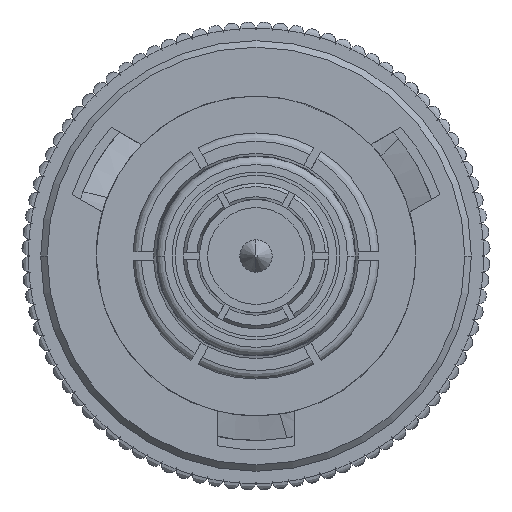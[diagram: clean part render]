
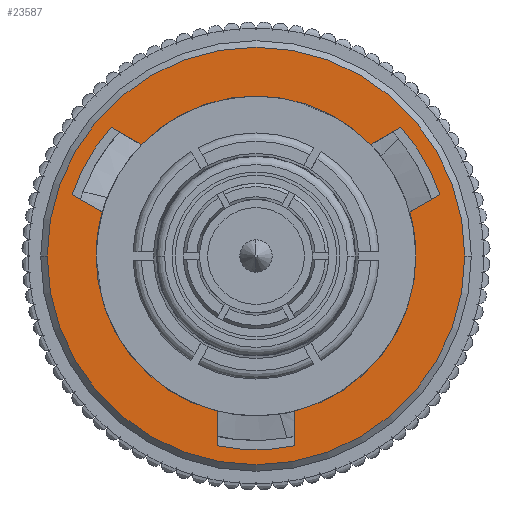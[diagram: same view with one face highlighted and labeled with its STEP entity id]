
A CAD part, left-side view. The second image highlights one B-rep face of the part: STEP entity #23587.
In plain terms, the highlighted face is planar.
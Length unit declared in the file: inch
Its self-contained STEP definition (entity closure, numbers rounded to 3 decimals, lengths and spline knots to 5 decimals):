
#30 = VECTOR ( 'NONE', #16019, 39.37008 ) ;
#59 = DIRECTION ( 'NONE',  ( 0., 0., 1. ) ) ;
#170 = EDGE_CURVE ( 'NONE', #22677, #1045, #1632, .T. ) ;
#819 = AXIS2_PLACEMENT_3D ( 'NONE', #5790, #31326, #19551 ) ;
#867 = AXIS2_PLACEMENT_3D ( 'NONE', #17580, #33067, #25738 ) ;
#1045 = VERTEX_POINT ( 'NONE', #6781 ) ;
#1345 = ORIENTED_EDGE ( 'NONE', *, *, #25654, .T. ) ;
#1455 = CARTESIAN_POINT ( 'NONE',  ( 0., -0.15683, -0.17664 ) ) ;
#1632 = LINE ( 'NONE', #1455, #15505 ) ;
#2032 = PLANE ( 'NONE',  #25832 ) ;
#2312 = LINE ( 'NONE', #10634, #31044 ) ;
#2433 = ORIENTED_EDGE ( 'NONE', *, *, #13705, .T. ) ;
#2581 = AXIS2_PLACEMENT_3D ( 'NONE', #33784, #27800, #59 ) ;
#3317 = ORIENTED_EDGE ( 'NONE', *, *, #30307, .F. ) ;
#3524 = ORIENTED_EDGE ( 'NONE', *, *, #15492, .F. ) ;
#3642 = DIRECTION ( 'NONE',  ( 0., 0., 1. ) ) ;
#3826 = CARTESIAN_POINT ( 'NONE',  ( 0., 0., 0. ) ) ;
#4212 = AXIS2_PLACEMENT_3D ( 'NONE', #5996, #16855, #3642 ) ;
#4296 = DIRECTION ( 'NONE',  ( 0., 0., 1. ) ) ;
#4438 = LINE ( 'NONE', #10218, #12298 ) ;
#4811 = CARTESIAN_POINT ( 'NONE',  ( 0., 0.18913, 0.0475 ) ) ;
#4950 = CARTESIAN_POINT ( 'NONE',  ( 0., 0.195, 0. ) ) ;
#5437 = DIRECTION ( 'NONE',  ( -1., 0., 0. ) ) ;
#5790 = CARTESIAN_POINT ( 'NONE',  ( 0., 0., 0. ) ) ;
#5996 = CARTESIAN_POINT ( 'NONE',  ( 0., 0., 0. ) ) ;
#6024 = CARTESIAN_POINT ( 'NONE',  ( 0., 0., 0. ) ) ;
#6068 = ORIENTED_EDGE ( 'NONE', *, *, #16063, .F. ) ;
#6151 = DIRECTION ( 'NONE',  ( -1., 0., 0. ) ) ;
#6322 = DIRECTION ( 'NONE',  ( 0., 0., 1. ) ) ;
#6374 = EDGE_CURVE ( 'NONE', #30738, #22336, #4438, .T. ) ;
#6643 = CIRCLE ( 'NONE', #2581, 0.23622 ) ;
#6675 = CARTESIAN_POINT ( 'NONE',  ( 0., -0.15683, 0.17664 ) ) ;
#6706 = CARTESIAN_POINT ( 'NONE',  ( 0., 0.2314, -0.0475 ) ) ;
#6781 = CARTESIAN_POINT ( 'NONE',  ( 0., -0.15683, -0.17664 ) ) ;
#7187 = ORIENTED_EDGE ( 'NONE', *, *, #14532, .T. ) ;
#8244 = CIRCLE ( 'NONE', #4212, 0.23622 ) ;
#8315 = EDGE_LOOP ( 'NONE', ( #22170, #29480 ) ) ;
#8553 = CIRCLE ( 'NONE', #28810, 0.195 ) ;
#8688 = EDGE_LOOP ( 'NONE', ( #7187, #2433, #24170, #11568, #13629, #1345, #9581, #12875, #6068, #23810, #24642, #18513, #3317, #3524 ) ) ;
#8732 = DIRECTION ( 'NONE',  ( 1., 0., 0. ) ) ;
#9343 = CARTESIAN_POINT ( 'NONE',  ( 0., -0.05343, -0.18754 ) ) ;
#9581 = ORIENTED_EDGE ( 'NONE', *, *, #21624, .F. ) ;
#9966 = EDGE_CURVE ( 'NONE', #1045, #34343, #6643, .T. ) ;
#10218 = CARTESIAN_POINT ( 'NONE',  ( 0., 0.2314, 0.0475 ) ) ;
#10634 = CARTESIAN_POINT ( 'NONE',  ( 0., -0.07456, -0.22414 ) ) ;
#10853 = CARTESIAN_POINT ( 'NONE',  ( 0., -0.15683, 0.17664 ) ) ;
#11102 = CIRCLE ( 'NONE', #31357, 0.2545 ) ;
#11204 = CARTESIAN_POINT ( 'NONE',  ( 0., 0.18913, -0.0475 ) ) ;
#11568 = ORIENTED_EDGE ( 'NONE', *, *, #9966, .F. ) ;
#12064 = CARTESIAN_POINT ( 'NONE',  ( 0., -0.07456, -0.22414 ) ) ;
#12078 = DIRECTION ( 'NONE',  ( -1., 0., 0. ) ) ;
#12096 = LINE ( 'NONE', #6675, #18238 ) ;
#12298 = VECTOR ( 'NONE', #18022, 39.37008 ) ;
#12398 = CIRCLE ( 'NONE', #819, 0.2545 ) ;
#12470 = CARTESIAN_POINT ( 'NONE',  ( 0., 0., 0. ) ) ;
#12520 = DIRECTION ( 'NONE',  ( 0., -0.5, -0.866 ) ) ;
#12875 = ORIENTED_EDGE ( 'NONE', *, *, #29006, .F. ) ;
#13136 = LINE ( 'NONE', #30175, #30 ) ;
#13353 = DIRECTION ( 'NONE',  ( 0., 0.5, 0.866 ) ) ;
#13629 = ORIENTED_EDGE ( 'NONE', *, *, #170, .F. ) ;
#13705 = EDGE_CURVE ( 'NONE', #18165, #31534, #31202, .T. ) ;
#14532 = EDGE_CURVE ( 'NONE', #27333, #18165, #35889, .T. ) ;
#15243 = FACE_BOUND ( 'NONE', #8688, .T. ) ;
#15492 = EDGE_CURVE ( 'NONE', #27333, #15596, #17759, .T. ) ;
#15505 = VECTOR ( 'NONE', #12520, 39.37008 ) ;
#15596 = VERTEX_POINT ( 'NONE', #6706 ) ;
#15706 = CARTESIAN_POINT ( 'NONE',  ( 0., 0., 0.2545 ) ) ;
#15968 = DIRECTION ( 'NONE',  ( 0., 0., 1. ) ) ;
#16019 = DIRECTION ( 'NONE',  ( 0., -0.5, 0.866 ) ) ;
#16063 = EDGE_CURVE ( 'NONE', #27947, #30801, #13136, .T. ) ;
#16855 = DIRECTION ( 'NONE',  ( 1., 0., 0. ) ) ;
#16880 = EDGE_CURVE ( 'NONE', #28635, #32207, #11102, .T. ) ;
#17204 = DIRECTION ( 'NONE',  ( -1., 0., 0. ) ) ;
#17350 = CARTESIAN_POINT ( 'NONE',  ( 0., 0.2314, 0.0475 ) ) ;
#17580 = CARTESIAN_POINT ( 'NONE',  ( 0., 0., 0. ) ) ;
#17759 = LINE ( 'NONE', #26628, #23158 ) ;
#18022 = DIRECTION ( 'NONE',  ( 0., -1., 0. ) ) ;
#18165 = VERTEX_POINT ( 'NONE', #29495 ) ;
#18238 = VECTOR ( 'NONE', #29328, 39.37008 ) ;
#18242 = CARTESIAN_POINT ( 'NONE',  ( 0., 0., 0. ) ) ;
#18513 = ORIENTED_EDGE ( 'NONE', *, *, #6374, .F. ) ;
#18523 = FACE_OUTER_BOUND ( 'NONE', #8315, .T. ) ;
#18840 = CARTESIAN_POINT ( 'NONE',  ( 0., -0.1357, -0.14004 ) ) ;
#19551 = DIRECTION ( 'NONE',  ( 0., 0., 1. ) ) ;
#19561 = CARTESIAN_POINT ( 'NONE',  ( 0., 0., 0. ) ) ;
#20223 = AXIS2_PLACEMENT_3D ( 'NONE', #3826, #17204, #27909 ) ;
#21481 = CIRCLE ( 'NONE', #33658, 0.23622 ) ;
#21624 = EDGE_CURVE ( 'NONE', #32726, #33849, #12096, .T. ) ;
#21727 = VERTEX_POINT ( 'NONE', #30213 ) ;
#22170 = ORIENTED_EDGE ( 'NONE', *, *, #16880, .F. ) ;
#22336 = VERTEX_POINT ( 'NONE', #4811 ) ;
#22381 = EDGE_CURVE ( 'NONE', #21727, #22336, #32134, .T. ) ;
#22677 = VERTEX_POINT ( 'NONE', #18840 ) ;
#23158 = VECTOR ( 'NONE', #35171, 39.37008 ) ;
#23206 = EDGE_CURVE ( 'NONE', #34343, #31534, #2312, .T. ) ;
#23587 = ADVANCED_FACE ( 'NONE', ( #18523, #15243 ), #2032, .F. ) ;
#23810 = ORIENTED_EDGE ( 'NONE', *, *, #33851, .T. ) ;
#23955 = DIRECTION ( 'NONE',  ( -1., 0., 0. ) ) ;
#24170 = ORIENTED_EDGE ( 'NONE', *, *, #23206, .F. ) ;
#24642 = ORIENTED_EDGE ( 'NONE', *, *, #22381, .T. ) ;
#25378 = CARTESIAN_POINT ( 'NONE',  ( 0., -0.1357, 0.14004 ) ) ;
#25654 = EDGE_CURVE ( 'NONE', #22677, #33849, #8553, .T. ) ;
#25738 = DIRECTION ( 'NONE',  ( 0., 0., 1. ) ) ;
#25832 = AXIS2_PLACEMENT_3D ( 'NONE', #4950, #23955, #15968 ) ;
#26423 = DIRECTION ( 'NONE',  ( -1., 0., 0. ) ) ;
#26628 = CARTESIAN_POINT ( 'NONE',  ( 0., 0.2314, -0.0475 ) ) ;
#26854 = AXIS2_PLACEMENT_3D ( 'NONE', #12470, #26423, #32036 ) ;
#27333 = VERTEX_POINT ( 'NONE', #11204 ) ;
#27531 = CARTESIAN_POINT ( 'NONE',  ( 0., 0., -0.2545 ) ) ;
#27800 = DIRECTION ( 'NONE',  ( 1., 0., 0. ) ) ;
#27909 = DIRECTION ( 'NONE',  ( 0., 0., 1. ) ) ;
#27947 = VERTEX_POINT ( 'NONE', #32913 ) ;
#28635 = VERTEX_POINT ( 'NONE', #15706 ) ;
#28810 = AXIS2_PLACEMENT_3D ( 'NONE', #18242, #12078, #4296 ) ;
#29006 = EDGE_CURVE ( 'NONE', #30801, #32726, #21481, .T. ) ;
#29328 = DIRECTION ( 'NONE',  ( 0., 0.5, -0.866 ) ) ;
#29480 = ORIENTED_EDGE ( 'NONE', *, *, #32311, .F. ) ;
#29495 = CARTESIAN_POINT ( 'NONE',  ( 0., 0., -0.195 ) ) ;
#30175 = CARTESIAN_POINT ( 'NONE',  ( 0., -0.07456, 0.22414 ) ) ;
#30213 = CARTESIAN_POINT ( 'NONE',  ( 0., 0., 0.195 ) ) ;
#30307 = EDGE_CURVE ( 'NONE', #15596, #30738, #8244, .T. ) ;
#30738 = VERTEX_POINT ( 'NONE', #17350 ) ;
#30794 = DIRECTION ( 'NONE',  ( 0., 0., 1. ) ) ;
#30801 = VERTEX_POINT ( 'NONE', #33696 ) ;
#31044 = VECTOR ( 'NONE', #13353, 39.37008 ) ;
#31151 = CARTESIAN_POINT ( 'NONE',  ( 0., 0., 0. ) ) ;
#31202 = CIRCLE ( 'NONE', #33542, 0.195 ) ;
#31326 = DIRECTION ( 'NONE',  ( -1., 0., 0. ) ) ;
#31357 = AXIS2_PLACEMENT_3D ( 'NONE', #19561, #5437, #30794 ) ;
#31497 = CIRCLE ( 'NONE', #26854, 0.195 ) ;
#31534 = VERTEX_POINT ( 'NONE', #9343 ) ;
#32036 = DIRECTION ( 'NONE',  ( 0., 0., 1. ) ) ;
#32134 = CIRCLE ( 'NONE', #867, 0.195 ) ;
#32207 = VERTEX_POINT ( 'NONE', #27531 ) ;
#32311 = EDGE_CURVE ( 'NONE', #32207, #28635, #12398, .T. ) ;
#32726 = VERTEX_POINT ( 'NONE', #10853 ) ;
#32913 = CARTESIAN_POINT ( 'NONE',  ( 0., -0.05343, 0.18754 ) ) ;
#33067 = DIRECTION ( 'NONE',  ( -1., 0., 0. ) ) ;
#33542 = AXIS2_PLACEMENT_3D ( 'NONE', #31151, #6151, #6322 ) ;
#33579 = DIRECTION ( 'NONE',  ( 0., 0., 1. ) ) ;
#33658 = AXIS2_PLACEMENT_3D ( 'NONE', #6024, #8732, #33579 ) ;
#33696 = CARTESIAN_POINT ( 'NONE',  ( 0., -0.07456, 0.22414 ) ) ;
#33784 = CARTESIAN_POINT ( 'NONE',  ( 0., 0., 0. ) ) ;
#33849 = VERTEX_POINT ( 'NONE', #25378 ) ;
#33851 = EDGE_CURVE ( 'NONE', #27947, #21727, #31497, .T. ) ;
#34343 = VERTEX_POINT ( 'NONE', #12064 ) ;
#35171 = DIRECTION ( 'NONE',  ( 0., 1., 0. ) ) ;
#35889 = CIRCLE ( 'NONE', #20223, 0.195 ) ;
